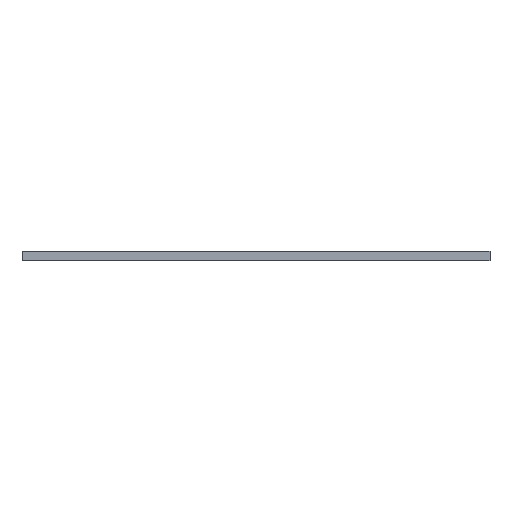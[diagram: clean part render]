
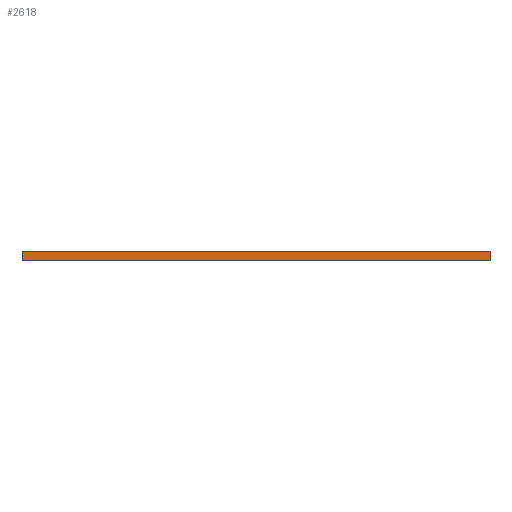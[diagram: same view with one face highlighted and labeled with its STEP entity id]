
A CAD part, front view. The second image highlights one B-rep face of the part: STEP entity #2618.
In plain terms, the highlighted planar face has unit normal (0.001, -1, 0).
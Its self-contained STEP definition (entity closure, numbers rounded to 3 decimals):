
#83 = PLANE('',#84);
#84 = AXIS2_PLACEMENT_3D('',#85,#86,#87);
#85 = CARTESIAN_POINT('',(115.475,-56.382,1.6));
#86 = DIRECTION('',(0.,0.,-1.));
#87 = DIRECTION('',(-1.,0.,0.));
#137 = PLANE('',#138);
#138 = AXIS2_PLACEMENT_3D('',#139,#140,#141);
#139 = CARTESIAN_POINT('',(115.475,-56.382,0.));
#140 = DIRECTION('',(0.,0.,-1.));
#141 = DIRECTION('',(-1.,0.,0.));
#546 = VERTEX_POINT('',#547);
#547 = CARTESIAN_POINT('',(152.972,-81.915,0.));
#561 = PLANE('',#562);
#562 = AXIS2_PLACEMENT_3D('',#563,#564,#565);
#563 = CARTESIAN_POINT('',(152.972,-59.881,0.));
#564 = DIRECTION('',(1.,0.,0.));
#565 = DIRECTION('',(0.,-1.,0.));
#573 = EDGE_CURVE('',#546,#574,#576,.T.);
#574 = VERTEX_POINT('',#575);
#575 = CARTESIAN_POINT('',(77.978,-81.979,0.));
#576 = SURFACE_CURVE('',#577,(#581,#588),.PCURVE_S1.);
#577 = LINE('',#578,#579);
#578 = CARTESIAN_POINT('',(152.972,-81.915,0.));
#579 = VECTOR('',#580,1.);
#580 = DIRECTION('',(-1.,-0.001,0.));
#581 = PCURVE('',#137,#582);
#582 = DEFINITIONAL_REPRESENTATION('',(#583),#587);
#583 = LINE('',#584,#585);
#584 = CARTESIAN_POINT('',(-37.497,-25.533));
#585 = VECTOR('',#586,1.);
#586 = DIRECTION('',(1.,-0.001));
#587 = ( GEOMETRIC_REPRESENTATION_CONTEXT(2) 
PARAMETRIC_REPRESENTATION_CONTEXT() REPRESENTATION_CONTEXT('2D SPACE',''
  ) );
#588 = PCURVE('',#589,#594);
#589 = PLANE('',#590);
#590 = AXIS2_PLACEMENT_3D('',#591,#592,#593);
#591 = CARTESIAN_POINT('',(152.972,-81.915,0.));
#592 = DIRECTION('',(0.001,-1.,0.));
#593 = DIRECTION('',(-1.,-0.001,0.));
#594 = DEFINITIONAL_REPRESENTATION('',(#595),#599);
#595 = LINE('',#596,#597);
#596 = CARTESIAN_POINT('',(0.,0.));
#597 = VECTOR('',#598,1.);
#598 = DIRECTION('',(1.,0.));
#599 = ( GEOMETRIC_REPRESENTATION_CONTEXT(2) 
PARAMETRIC_REPRESENTATION_CONTEXT() REPRESENTATION_CONTEXT('2D SPACE',''
  ) );
#617 = PLANE('',#618);
#618 = AXIS2_PLACEMENT_3D('',#619,#620,#621);
#619 = CARTESIAN_POINT('',(77.978,-81.979,0.));
#620 = DIRECTION('',(-1.,0.,0.));
#621 = DIRECTION('',(0.,1.,0.));
#1491 = VERTEX_POINT('',#1492);
#1492 = CARTESIAN_POINT('',(152.972,-81.915,1.6));
#1513 = EDGE_CURVE('',#1491,#1514,#1516,.T.);
#1514 = VERTEX_POINT('',#1515);
#1515 = CARTESIAN_POINT('',(77.978,-81.979,1.6));
#1516 = SURFACE_CURVE('',#1517,(#1521,#1528),.PCURVE_S1.);
#1517 = LINE('',#1518,#1519);
#1518 = CARTESIAN_POINT('',(152.972,-81.915,1.6));
#1519 = VECTOR('',#1520,1.);
#1520 = DIRECTION('',(-1.,-0.001,0.));
#1521 = PCURVE('',#83,#1522);
#1522 = DEFINITIONAL_REPRESENTATION('',(#1523),#1527);
#1523 = LINE('',#1524,#1525);
#1524 = CARTESIAN_POINT('',(-37.497,-25.533));
#1525 = VECTOR('',#1526,1.);
#1526 = DIRECTION('',(1.,-0.001));
#1527 = ( GEOMETRIC_REPRESENTATION_CONTEXT(2) 
PARAMETRIC_REPRESENTATION_CONTEXT() REPRESENTATION_CONTEXT('2D SPACE',''
  ) );
#1528 = PCURVE('',#589,#1529);
#1529 = DEFINITIONAL_REPRESENTATION('',(#1530),#1534);
#1530 = LINE('',#1531,#1532);
#1531 = CARTESIAN_POINT('',(0.,-1.6));
#1532 = VECTOR('',#1533,1.);
#1533 = DIRECTION('',(1.,0.));
#1534 = ( GEOMETRIC_REPRESENTATION_CONTEXT(2) 
PARAMETRIC_REPRESENTATION_CONTEXT() REPRESENTATION_CONTEXT('2D SPACE',''
  ) );
#2570 = EDGE_CURVE('',#546,#1491,#2571,.T.);
#2571 = SURFACE_CURVE('',#2572,(#2576,#2583),.PCURVE_S1.);
#2572 = LINE('',#2573,#2574);
#2573 = CARTESIAN_POINT('',(152.972,-81.915,0.));
#2574 = VECTOR('',#2575,1.);
#2575 = DIRECTION('',(0.,0.,1.));
#2576 = PCURVE('',#561,#2577);
#2577 = DEFINITIONAL_REPRESENTATION('',(#2578),#2582);
#2578 = LINE('',#2579,#2580);
#2579 = CARTESIAN_POINT('',(22.035,0.));
#2580 = VECTOR('',#2581,1.);
#2581 = DIRECTION('',(0.,-1.));
#2582 = ( GEOMETRIC_REPRESENTATION_CONTEXT(2) 
PARAMETRIC_REPRESENTATION_CONTEXT() REPRESENTATION_CONTEXT('2D SPACE',''
  ) );
#2583 = PCURVE('',#589,#2584);
#2584 = DEFINITIONAL_REPRESENTATION('',(#2585),#2589);
#2585 = LINE('',#2586,#2587);
#2586 = CARTESIAN_POINT('',(0.,0.));
#2587 = VECTOR('',#2588,1.);
#2588 = DIRECTION('',(0.,-1.));
#2589 = ( GEOMETRIC_REPRESENTATION_CONTEXT(2) 
PARAMETRIC_REPRESENTATION_CONTEXT() REPRESENTATION_CONTEXT('2D SPACE',''
  ) );
#2618 = ADVANCED_FACE('',(#2619),#589,.T.);
#2619 = FACE_BOUND('',#2620,.T.);
#2620 = EDGE_LOOP('',(#2621,#2622,#2623,#2644));
#2621 = ORIENTED_EDGE('',*,*,#2570,.T.);
#2622 = ORIENTED_EDGE('',*,*,#1513,.T.);
#2623 = ORIENTED_EDGE('',*,*,#2624,.F.);
#2624 = EDGE_CURVE('',#574,#1514,#2625,.T.);
#2625 = SURFACE_CURVE('',#2626,(#2630,#2637),.PCURVE_S1.);
#2626 = LINE('',#2627,#2628);
#2627 = CARTESIAN_POINT('',(77.978,-81.979,0.));
#2628 = VECTOR('',#2629,1.);
#2629 = DIRECTION('',(0.,0.,1.));
#2630 = PCURVE('',#589,#2631);
#2631 = DEFINITIONAL_REPRESENTATION('',(#2632),#2636);
#2632 = LINE('',#2633,#2634);
#2633 = CARTESIAN_POINT('',(74.994,0.));
#2634 = VECTOR('',#2635,1.);
#2635 = DIRECTION('',(0.,-1.));
#2636 = ( GEOMETRIC_REPRESENTATION_CONTEXT(2) 
PARAMETRIC_REPRESENTATION_CONTEXT() REPRESENTATION_CONTEXT('2D SPACE',''
  ) );
#2637 = PCURVE('',#617,#2638);
#2638 = DEFINITIONAL_REPRESENTATION('',(#2639),#2643);
#2639 = LINE('',#2640,#2641);
#2640 = CARTESIAN_POINT('',(0.,0.));
#2641 = VECTOR('',#2642,1.);
#2642 = DIRECTION('',(0.,-1.));
#2643 = ( GEOMETRIC_REPRESENTATION_CONTEXT(2) 
PARAMETRIC_REPRESENTATION_CONTEXT() REPRESENTATION_CONTEXT('2D SPACE',''
  ) );
#2644 = ORIENTED_EDGE('',*,*,#573,.F.);
